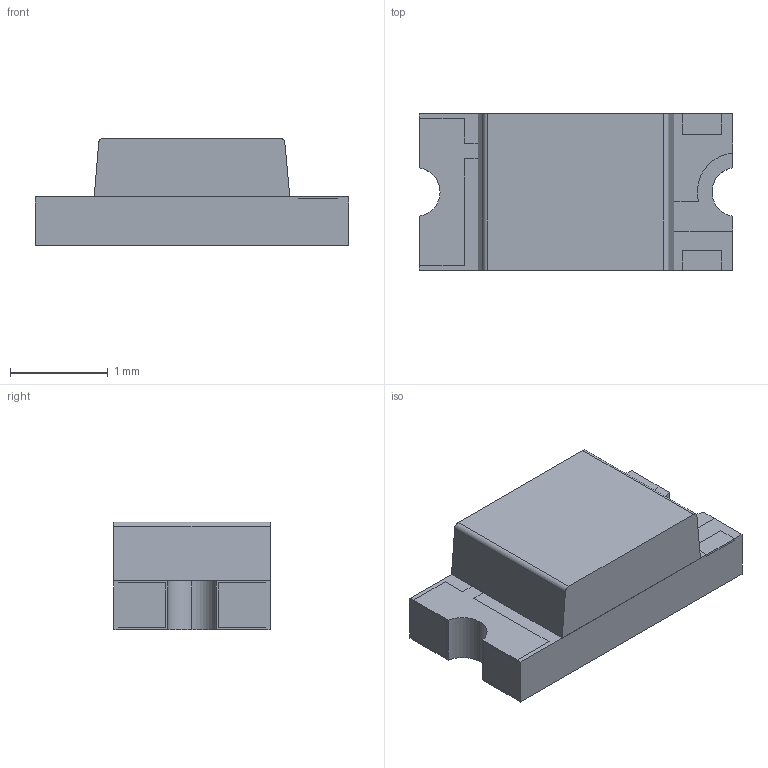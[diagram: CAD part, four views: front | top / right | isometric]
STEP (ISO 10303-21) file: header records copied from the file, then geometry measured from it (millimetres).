
FILE_DESCRIPTION (( 'STEP AP214' ), '1' );
FILE_NAME ('XZxxxx55W-4.STEP', '2017-01-19T18:43:34', ( '' ), ( '' ), 'SwSTEP 2.0', 'SolidWorks 2012', '' );
FILE_SCHEMA (( 'AUTOMOTIVE_DESIGN' ));
Length unit declared in the file: millimetre
Products named in the file (1): XZxxxx55W-4
Bounding box: 3.2 x 1.6 x 1.1 mm (x, y, z)
Volume: 4.3 mm3; surface area: 31.9 mm2
Topology: 6 solids, 6 shells, 95 faces, 249 edges, 166 vertices
Faces by surface type: plane 82, cylinder 13
Entity records: 4013 total; most frequent: CARTESIAN_POINT 511, ORIENTED_EDGE 498, DIRECTION 467, EDGE_CURVE 249, VECTOR 223, LINE 223, VERTEX_POINT 166, AXIS2_PLACEMENT_3D 122
